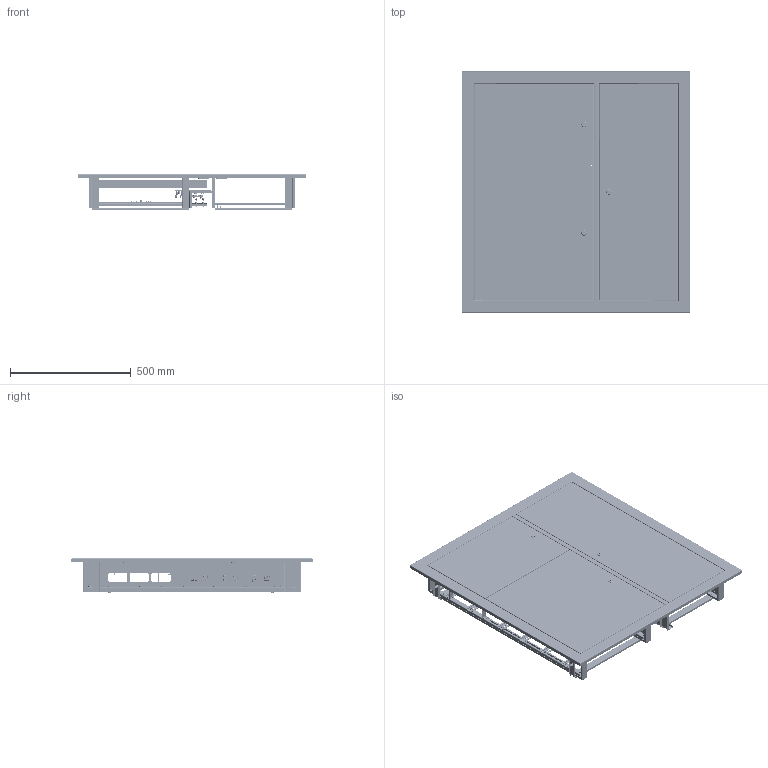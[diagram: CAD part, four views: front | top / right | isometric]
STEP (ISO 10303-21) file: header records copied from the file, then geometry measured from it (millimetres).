
FILE_DESCRIPTION (( 'STEP AP203' ), '1' );
FILE_NAME ('ÙÝ áåç îêîí (1000õ950õ150) IP31 EKF PROxima.STEP', '2023-12-19T10:24:07', ( '' ), ( '' ), 'SwSTEP 2.0', 'SolidWorks 2021', '' );
FILE_SCHEMA (( 'CONFIG_CONTROL_DESIGN' ));
Length unit declared in the file: millimetre
Products named in the file (55): Øïèëüêà Ì6õ12; ÌÈ-2414.07.00.001 Ôàëüøïàíåëü_0,4ª¢. Œˆ-2412.00.00.001 ” «ìè¯ ­¥«ì; ÌÈ-2414.01.00.004 Øâåëëåð; plain washer 6902 type abc_din_DIN 6902-A4.55; pan head cross recess screw_din_DIN EN ISO 7045 - M6 x 16 - Z - 16N; ��-2414.03.00.000 ����� ����� ��_��� ���� ��-2414.03.00.000-07 ����� ��� ��; 昈-2414.01.00.000 扻豵鵨 捘; ÌÈ-2414.04.00.001 Äâåðü ñèëîâàÿ; DIN-ðåéêà 402 ÙÝ; ÌÈ-2414.01.00.008 Äåðæàòåëü äâåðè; ÌÈ-2414.06.00.001 Êðîíøòåéí òðåõñòóïåí÷àòûé; ﾌﾈ-2414.01.00.007 ﾊ煇鳫; ÌÈ-2414.05.00.001 Ðåéêà âåðòèêàëüíàÿ; ﾕ黑 ﾙﾝ; 昈-2414.01.01.001 盷謥蜦豂儆趌-01; 昈-2414.01.00.003-01 栺樇罻; pan head cross recess screw_din_ISO 7045 - M4 x 16 - Z --- 16N; DIN-ðåéêà2_L=420 (!); ÌÈ-2414.01.01.000 Ïåðåãîðîäêà ÑÁ_-01; hex flange nut_din_Hexagon Flange Nut DIN 6923 - M6 - N; ÌÈ-2414.05.00.002 Ðåéêà ãîðèçîíòàëüíàÿ; Ïëàñòèíà 100õ35; 昈-2414.01.00.003 栺樇罻; ÌÈ-2414.05.00.003 Êðîíøòåéí ïîä äèí-ðåéêó; ÌÈ-2414.01.00.001 Ñòåíêà áîêîâàÿ; Çàêëåïêà öèëèíäðè÷åñêàÿ Ì4 ÑÒ-Á ñ âíóòðåííåé ðåçüáîé_Œ8; ﾌﾈ-2414.03.00.001 ﾄ粢 褪濱▼ｧ ｮｪｮｭ 決-2414.03.00.001-07 ┐･瑟 肅･笄; ÙÝ áåç îêîí (1000õ950õ150) IP31 EKF PROxima; ÌÈ-2414.01.00.002 Ñòåíêà áîêîâàÿ; ﾊ瑩傔2 筧ｯ; cross ph tapping 968_din_Screw DIN 968-ST4.2x13-C-H-N; pan head cross recess screw_din_DIN EN ISO 7045 - M4 x 10 - Z - 10N; Çàêëåïêà ãàå÷íàÿ Ì4; pan head cross recess screw_din_DIN EN ISO 7045 - M6 x 20 - Z - 20N; ÌÈ-2414.01.00.006 Óñèëèòåëü êàáåëüíûé  ; Çàêëåïêà ãàå÷íàÿ Ì6; ÌÈ-2414.00.00.002 Ïðîñòàâêà; ÌÈ-2414.04.00.000 Äâåðü ñèëîâàÿ ÑÁ; ÌÈ-1904.07.00.001 Êðîíøòåéí îäíîñòóïåí÷àòûé; Çàìîê ïî÷òîâûé ...
Assembly tree (230 placements, depth 4):
  ÙÝ áåç îêîí (1000õ950õ150) IP31 EKF PROxima
    昈-2414.01.00.000 扻豵鵨 捘
      ÌÈ-2414.01.00.002 Ñòåíêà áîêîâàÿ
      ÌÈ-2414.01.00.001 Ñòåíêà áîêîâàÿ
      昈-2414.01.00.003 栺樇罻
      ÌÈ-2414.01.00.004 Øâåëëåð
      ÌÈ-2414.01.01.000 Ïåðåãîðîäêà ÑÁ_-01
        昈-2414.01.01.001 盷謥蜦豂儆趌-01
        Êðîíøòåéí 40õ40  x3
      昈-2414.01.00.003-01 栺樇罻
      Ïëàñòèíà 100õ35  x4
      ÌÈ-2414.01.00.008 Äåðæàòåëü äâåðè
      ÌÈ-2414.01.00.006 Óñèëèòåëü êàáåëüíûé    x2
      Çàêëåïêà ãàå÷íàÿ Ì8  x4
      Øïèëüêà Ì6õ12  x3
      ﾌﾈ-2414.01.00.007 ﾊ煇鳫  x3
      Çàêëåïêà ãàå÷íàÿ Ì6  x4
    ﾌﾈ-2414.02.00.000 ﾄ粢 珮ⅳⅸ浯 ﾑﾁ
      ﾌﾈ-2414.02.00.001 ﾄ粢 珮ⅳⅸ浯
      Çàêëåïêà ãàå÷íàÿ Ì4  x2
      Çàìîê ïî÷òîâûé
      Øïèëüêà Ì6õ12
    ÌÈ-2414.04.00.000 Äâåðü ñèëîâàÿ ÑÁ
      Çàêëåïêà ãàå÷íàÿ Ì4  x2
      ÌÈ-2414.04.00.001 Äâåðü ñèëîâàÿ
      Çàìîê ïî÷òîâûé
      Øïèëüêà Ì6õ12
    ��-2414.03.00.000 ����� ����� ��_��� ���� ��-2414.03.00.000-07 ����� ��� ��
      ﾌﾈ-2414.03.00.001 ﾄ粢 褪濱▼ｧ ｮｪｮｭ 決-2414.03.00.001-07 ┐･瑟 肅･笄
      Çàìîê ïî÷òîâûé
      Çàêëåïêà ãàå÷íàÿ Ì4
      Øïèëüêà Ì6õ12
    pan head cross recess screw_din_ISO 7045 - M4 x 16 - Z --- 16N  x4
    cross ph tapping 968_din_Screw DIN 968-ST4.2x13-C-H-N
    DIN-ðåéêà2_L=420 (!)  x2
    pan head cross recess screw_din_DIN EN ISO 7045 - M6 x 20 - Z - 20N  x8
    hex flange nut_din_Hexagon Flange Nut DIN 6923 - M6 - N  x6
    ÌÈ-2414.07.00.001 Ôàëüøïàíåëü_0,4ª¢. Œˆ-2412.00.00.001 ” «ìè¯ ­¥«ì
    ��-2414.05.00.000 ���� ��������� ��_7,8��. ��-2413.05.00.000-05 ���� ���⠦��� ��
      ÌÈ-2414.05.00.001 Ðåéêà âåðòèêàëüíàÿ  x2
      ÌÈ-2414.05.00.002 Ðåéêà ãîðèçîíòàëüíàÿ
      pan head cross recess screw_din_DIN EN ISO 7045 - M6 x 16 - Z - 16N  x16
      hex flange nut_din_Hexagon Flange Nut DIN 6923 - M6 - N  x16
      DIN-ðåéêà 402 ÙÝ  x6
      ÌÈ-2414.05.00.003 Êðîíøòåéí ïîä äèí-ðåéêó  x4
      ﾕ黑 ﾙﾝ
      pan head cross recess screw_din_DIN EN ISO 7045 - M4 x 16 - Z - 16N  x3
      Çàêëåïêà öèëèíäðè÷åñêàÿ Ì4 ÑÒ-Á ñ âíóòðåííåé ðåçüáîé_Œ8
      Øèíà N, PE 12 îòâ.
      ÌÈ-1904.06.00.000 Èçîëÿòîð êàðáîëèòîâûé ñ ïðÿìûì è 1 ñòóïåí÷àòûì êðîíøòåéíîì
        Çàæèì äëÿ ïðîâîäíèêîâ ïèòàþùåé öåïè_1
        ﾕ黑 ﾙﾝ  x2
        ÌÈ-1904.06.00.001 Êðîíøòåéí ïðÿìîé
        ÌÈ-1904.07.00.001 Êðîíøòåéí îäíîñòóïåí÷àòûé
        Ãàå÷íàÿ çàêëåïêà Ì4  x9
        pan head cross recess screw_din_ISO 7045 - M4 x 10 - Z --- 10N  x8
        plain washer 6902 type abc_din_DIN 6902-A4.55  x3
        pan head cross recess screw_din_DIN EN ISO 7045 - M4 x 10 - Z - 10N
      ÌÈ-1904.07.00.000 Èçîëÿòîð êàðáîëèòîâûé 1 ñòóïåí÷àòûì  è 2õ ñòóïåí÷àòûì êðîíøòåéíàìè
        Çàæèì äëÿ ïðîâîäíèêîâ ïèòàþùåé öåïè_1
Bounding box: 950 x 1000 x 153 mm (x, y, z)
Volume: 2071125.8 mm3; surface area: 4422479.1 mm2
Topology: 221 solids, 221 shells, 8042 faces, 19286 edges, 11764 vertices
Faces by surface type: plane 3799, cylinder 2258, cone 932, torus 636, bspline 285, sphere 132
Entity records: 87265 total; most frequent: CARTESIAN_POINT 20155, DIRECTION 11903, ORIENTED_EDGE 11442, EDGE_CURVE 5721, AXIS2_PLACEMENT_3D 4181, VECTOR 3541, LINE 3541, VERTEX_POINT 3525
